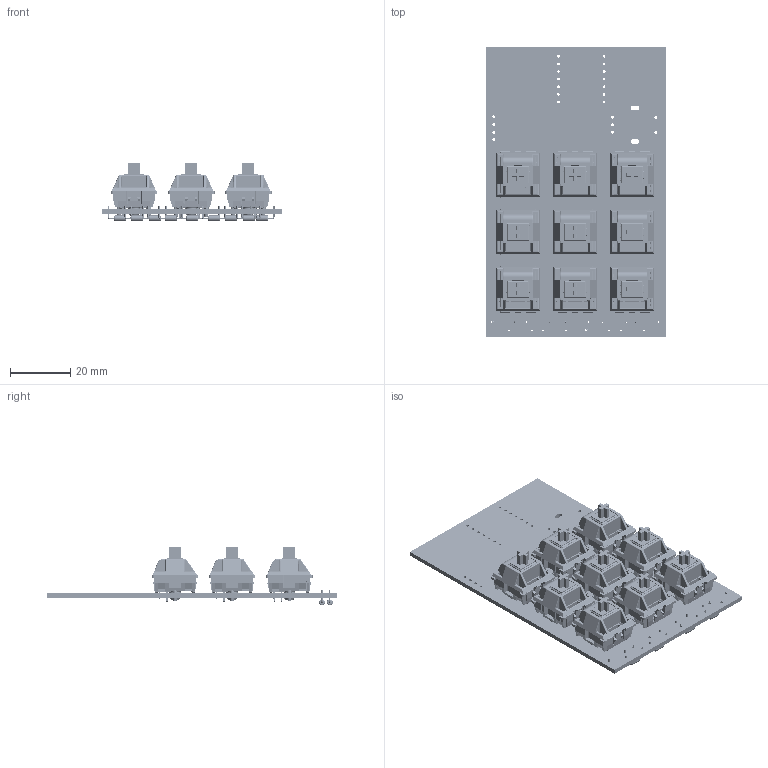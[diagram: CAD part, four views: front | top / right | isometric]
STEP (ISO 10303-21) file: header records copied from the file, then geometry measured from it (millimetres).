
FILE_DESCRIPTION(('KiCad electronic assembly'),'2;1');
FILE_NAME('ZachroPad.step','2025-12-04T11:24:57',('Pcbnew'),('Kicad'), 'Open CASCADE STEP processor 7.9','KiCad to STEP converter','Unknown' );
FILE_SCHEMA(('AUTOMOTIVE_DESIGN { 1 0 10303 214 1 1 1 1 }'));
Length unit declared in the file: millimetre
Products named in the file (4): ZachroPad 1; SW_Cherry_MX_PCB; D_DO-35_SOD27_P7.62mm_Horizontal; ZachroPad_PCB
Assembly tree (19 placements, depth 2):
  ZachroPad 1
    SW_Cherry_MX_PCB  x9
    D_DO-35_SOD27_P7.62mm_Horizontal  x9
    ZachroPad_PCB
Bounding box: 60.1 x 96.4 x 19.63 mm (x, y, z)
Volume: 17582.9 mm3; surface area: 42104.5 mm2
Topology: 82 solids, 82 shells, 8722 faces, 22839 edges, 14389 vertices
Faces by surface type: plane 5320, cylinder 2430, torus 360, bspline 288, sphere 234, cone 90
Full cylindrical faces by diameter (mm): 0.5 x27, 0.8 x18, 0.889 x14, 1 x9, 1.5 x18, 1.75 x18, 2 x18, 2.02 x9, 4 x9
Entity records: 48905 total; most frequent: CARTESIAN_POINT 15471, ORIENTED_EDGE 5590, DIRECTION 5335, EDGE_CURVE 2795, LINE 1957, VECTOR 1957, VERTEX_POINT 1773, AXIS2_PLACEMENT_3D 1689
